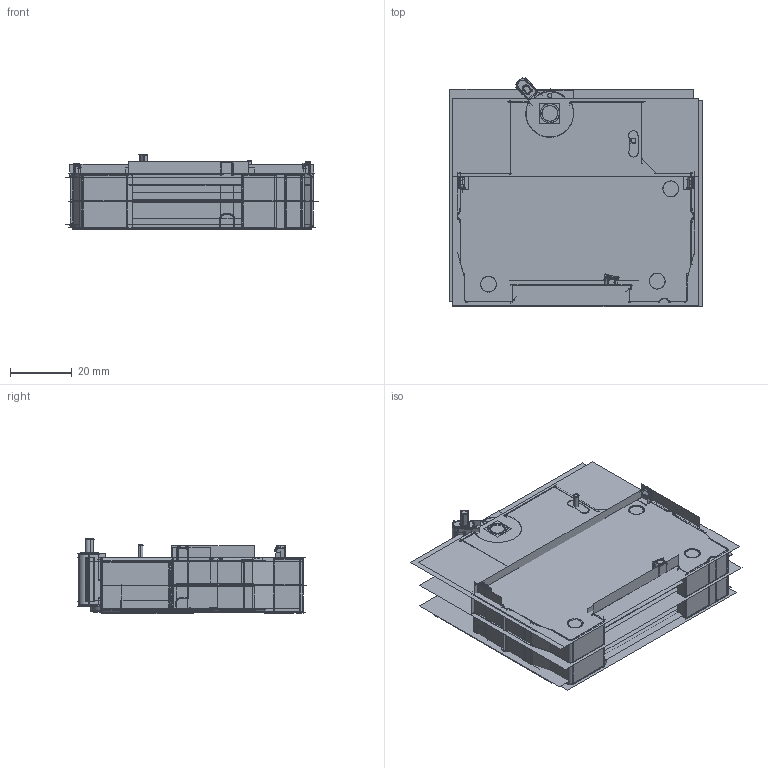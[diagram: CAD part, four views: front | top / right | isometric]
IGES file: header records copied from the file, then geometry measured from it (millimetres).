
Start section:  PTC IGES file: uvt-x1.igs
Global section: file name: uvt-x1.igs; native system: Pro/ENGINEER by Parametric Technology Corporation; preprocessor: 2009460; author: liujin; organization: Unknown; date: 20170401.161356; units: millimetre
Bounding box: 81.88 x 74.51 x 24.55 mm (x, y, z)
Volume: 45282.9 mm3; surface area: 608646.3 mm2
Topology: 19 solids, 19 shells, 3545 faces, 23359 edges, 33297 vertices
Faces by surface type: bspline 1917, revolution 1478, extrusion 150
